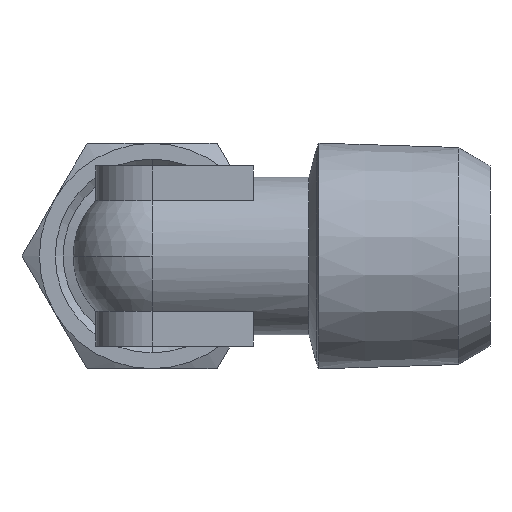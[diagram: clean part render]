
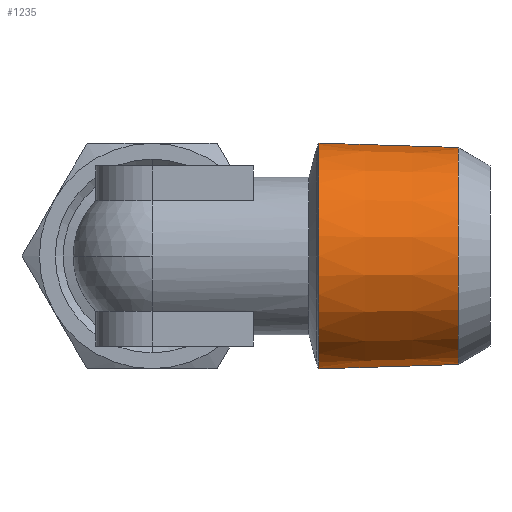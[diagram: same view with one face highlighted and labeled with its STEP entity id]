
A CAD part, left-side view. The second image highlights one B-rep face of the part: STEP entity #1235.
In plain terms, the highlighted conical face has half-angle 1.79 degrees and reference radius 4.815 mm.
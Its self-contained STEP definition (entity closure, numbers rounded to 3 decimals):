
#204 = CARTESIAN_POINT ( 'NONE',  ( 0., 8.594, 0. ) ) ;
#205 = DIRECTION ( 'NONE',  ( 0., 1., 0. ) ) ;
#206 = DIRECTION ( 'NONE',  ( 0., 0., -1. ) ) ;
#246 = EDGE_CURVE ( 'NONE', #564, #563, #713, .T. ) ;
#287 = EDGE_CURVE ( 'NONE', #569, #568, #1332, .T. ) ;
#333 = EDGE_CURVE ( 'NONE', #563, #569, #1394, .T. ) ;
#336 = EDGE_CURVE ( 'NONE', #564, #568, #1399, .T. ) ;
#380 = AXIS2_PLACEMENT_3D ( 'NONE', #736, #737, #738 ) ;
#391 = AXIS2_PLACEMENT_3D ( 'NONE', #204, #205, #206 ) ;
#563 = VERTEX_POINT ( 'NONE', #1145 ) ;
#564 = VERTEX_POINT ( 'NONE', #1146 ) ;
#568 = VERTEX_POINT ( 'NONE', #1150 ) ;
#569 = VERTEX_POINT ( 'NONE', #1151 ) ;
#670 = EDGE_LOOP ( 'NONE', ( #1038, #1037, #1036, #1035 ) ) ;
#713 = CIRCLE ( 'NONE', #380, 4.815 ) ;
#736 = CARTESIAN_POINT ( 'NONE',  ( 0., 2.412, 0. ) ) ;
#737 = DIRECTION ( 'NONE',  ( 0., -1., 0. ) ) ;
#738 = DIRECTION ( 'NONE',  ( 0., 0., -1. ) ) ;
#1035 = ORIENTED_EDGE ( 'NONE', *, *, #287, .F. ) ;
#1036 = ORIENTED_EDGE ( 'NONE', *, *, #336, .T. ) ;
#1037 = ORIENTED_EDGE ( 'NONE', *, *, #246, .F. ) ;
#1038 = ORIENTED_EDGE ( 'NONE', *, *, #333, .F. ) ;
#1145 = CARTESIAN_POINT ( 'NONE',  ( 0., 2.412, -4.815 ) ) ;
#1146 = CARTESIAN_POINT ( 'NONE',  ( 0., 2.412, 4.815 ) ) ;
#1150 = CARTESIAN_POINT ( 'NONE',  ( 0., 8.594, 5.008 ) ) ;
#1151 = CARTESIAN_POINT ( 'NONE',  ( 0., 8.594, -5.008 ) ) ;
#1235 = ADVANCED_FACE ( 'NONE', ( #1452 ), #1477, .T. ) ;
#1332 = CIRCLE ( 'NONE', #391, 5.008 ) ;
#1394 = LINE ( 'NONE', #1914, #1397 ) ;
#1397 = VECTOR ( 'NONE', #1915, 1000. ) ;
#1399 = LINE ( 'NONE', #1916, #1401 ) ;
#1401 = VECTOR ( 'NONE', #1917, 1000. ) ;
#1452 = FACE_OUTER_BOUND ( 'NONE', #670, .T. ) ;
#1477 = CONICAL_SURFACE ( 'NONE', #1686, 4.815, 0.031 ) ;
#1632 = DIRECTION ( 'NONE',  ( 0., 0., 1. ) ) ;
#1633 = CARTESIAN_POINT ( 'NONE',  ( 0., 2.412, 0. ) ) ;
#1634 = DIRECTION ( 'NONE',  ( 0., 1., 0. ) ) ;
#1686 = AXIS2_PLACEMENT_3D ( 'NONE', #1633, #1634, #1632 ) ;
#1914 = CARTESIAN_POINT ( 'NONE',  ( 0., 2.412, -4.815 ) ) ;
#1915 = DIRECTION ( 'NONE',  ( 0., 1., -0.031 ) ) ;
#1916 = CARTESIAN_POINT ( 'NONE',  ( 0., 2.412, 4.815 ) ) ;
#1917 = DIRECTION ( 'NONE',  ( 0., 1., 0.031 ) ) ;
